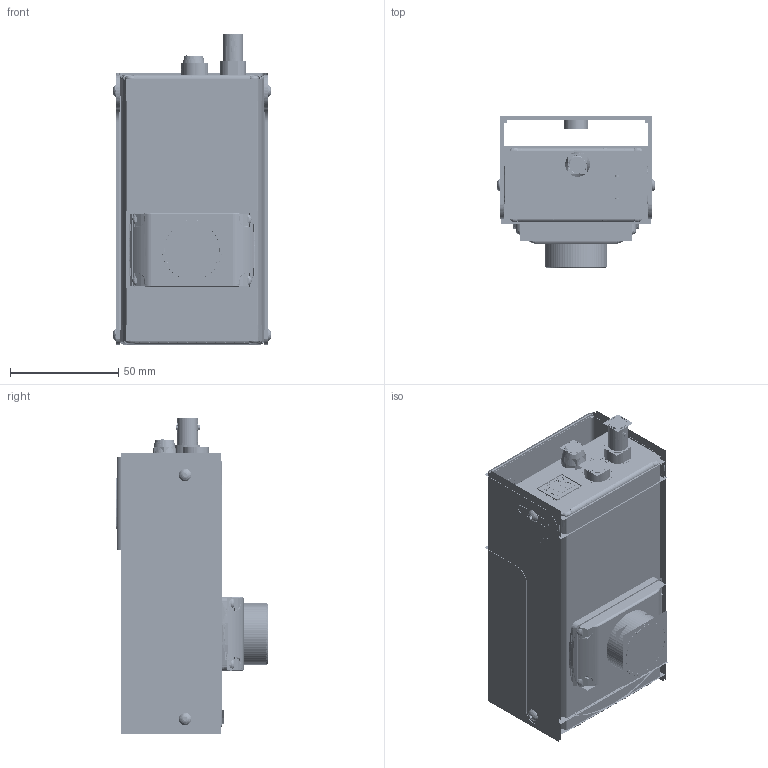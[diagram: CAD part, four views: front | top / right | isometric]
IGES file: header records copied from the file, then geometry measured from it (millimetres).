
Start section:  PTC IGES file: 144670.igs
Global section: file name: 144670.igs; native system: Creo Parametric by Parametric Technology Corporation; preprocessor: 2016010; author: pdmadmin; organization: Unknown; date: 20160413.070513; units: millimetre
Bounding box: 73.33 x 70.02 x 145.78 mm (x, y, z)
Volume: 96139.3 mm3; surface area: 740552.8 mm2
Topology: 43 solids, 66 shells, 5238 faces, 26825 edges, 34175 vertices
Faces by surface type: revolution 2918, bspline 2304, extrusion 16
